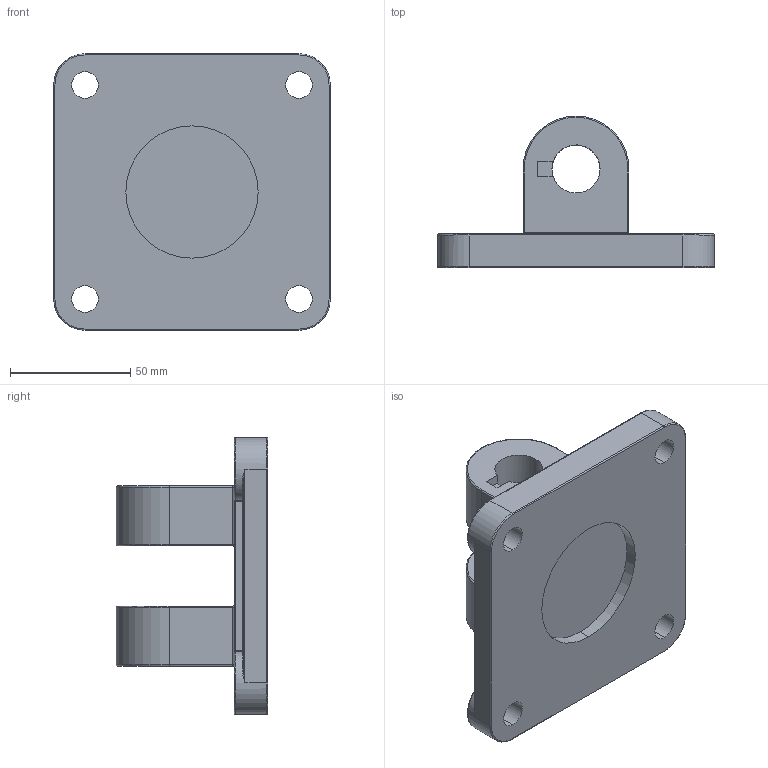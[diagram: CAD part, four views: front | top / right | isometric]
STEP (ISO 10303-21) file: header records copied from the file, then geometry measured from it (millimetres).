
FILE_DESCRIPTION (( 'STEP AP214' ), '1' );
FILE_NAME ('RD001518.STEP', '2018-09-10T07:03:07', ( '' ), ( '' ), 'SwSTEP 2.0', 'SolidWorks 2018', '' );
FILE_SCHEMA (( 'AUTOMOTIVE_DESIGN' ));
Length unit declared in the file: millimetre
Products named in the file (1): RD001518
Bounding box: 115 x 63 x 115 mm (x, y, z)
Volume: 235631.4 mm3; surface area: 48257.7 mm2
Topology: 1 solids, 1 shells, 126 faces, 294 edges, 172 vertices
Faces by surface type: cylinder 63, torus 28, plane 27, bspline 4, sphere 4
Entity records: 3974 total; most frequent: CARTESIAN_POINT 979, DIRECTION 688, ORIENTED_EDGE 580, EDGE_CURVE 290, AXIS2_PLACEMENT_3D 287, VERTEX_POINT 172, CIRCLE 164, EDGE_LOOP 144
